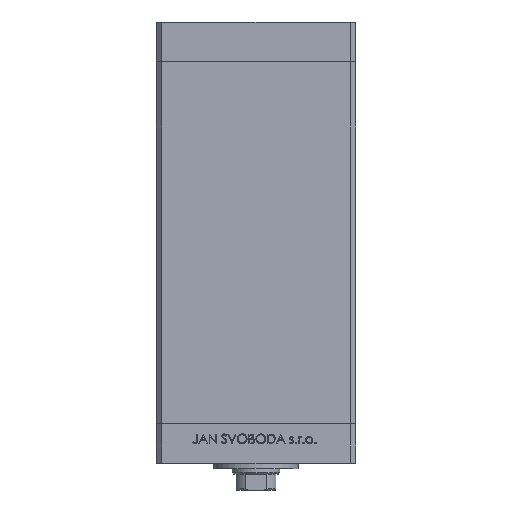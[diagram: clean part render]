
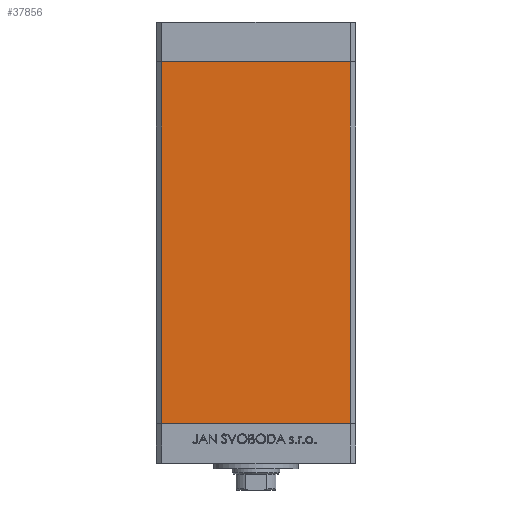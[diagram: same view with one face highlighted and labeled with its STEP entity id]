
A CAD part, front view. The second image highlights one B-rep face of the part: STEP entity #37856.
In plain terms, the highlighted planar face has unit normal (0, -1, 0).
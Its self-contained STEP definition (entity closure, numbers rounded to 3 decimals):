
#2427 = DIRECTION ( 'NONE',  ( 0., 0., 1. ) ) ;
#2913 = CARTESIAN_POINT ( 'NONE',  ( -35.5, -32.5, 0. ) ) ;
#3054 = CARTESIAN_POINT ( 'NONE',  ( 35.5, -32.5, 136. ) ) ;
#4629 = LINE ( 'NONE', #19854, #38675 ) ;
#5906 = FACE_OUTER_BOUND ( 'NONE', #32263, .T. ) ;
#8013 = VERTEX_POINT ( 'NONE', #47273 ) ;
#17314 = VERTEX_POINT ( 'NONE', #2913 ) ;
#18377 = CARTESIAN_POINT ( 'NONE',  ( 35.5, -32.5, 136. ) ) ;
#18717 = EDGE_CURVE ( 'NONE', #8013, #47233, #46336, .T. ) ;
#19678 = DIRECTION ( 'NONE',  ( 1., 0., 0. ) ) ;
#19854 = CARTESIAN_POINT ( 'NONE',  ( -35.5, -32.5, 136. ) ) ;
#21612 = VECTOR ( 'NONE', #42569, 1000. ) ;
#23339 = ORIENTED_EDGE ( 'NONE', *, *, #18717, .F. ) ;
#24309 = EDGE_CURVE ( 'NONE', #17314, #44464, #28369, .T. ) ;
#25509 = ORIENTED_EDGE ( 'NONE', *, *, #39895, .F. ) ;
#28369 = LINE ( 'NONE', #43555, #21612 ) ;
#28890 = DIRECTION ( 'NONE',  ( 0., 0., -1. ) ) ;
#29115 = PLANE ( 'NONE',  #41061 ) ;
#31878 = CARTESIAN_POINT ( 'NONE',  ( -35.5, -32.5, 136. ) ) ;
#32263 = EDGE_LOOP ( 'NONE', ( #45143, #25509, #23339, #33110 ) ) ;
#32551 = VECTOR ( 'NONE', #28890, 1000. ) ;
#32687 = VECTOR ( 'NONE', #19678, 1000. ) ;
#32853 = DIRECTION ( 'NONE',  ( 0., 1., 0. ) ) ;
#33110 = ORIENTED_EDGE ( 'NONE', *, *, #34662, .T. ) ;
#34662 = EDGE_CURVE ( 'NONE', #8013, #17314, #4629, .T. ) ;
#35070 = DIRECTION ( 'NONE',  ( 0., 0., -1. ) ) ;
#37653 = CARTESIAN_POINT ( 'NONE',  ( -35.5, -32.5, 136. ) ) ;
#37856 = ADVANCED_FACE ( 'NONE', ( #5906 ), #29115, .F. ) ;
#38675 = VECTOR ( 'NONE', #35070, 1000. ) ;
#39895 = EDGE_CURVE ( 'NONE', #47233, #44464, #40331, .T. ) ;
#40331 = LINE ( 'NONE', #18377, #32551 ) ;
#41061 = AXIS2_PLACEMENT_3D ( 'NONE', #31878, #32853, #2427 ) ;
#42569 = DIRECTION ( 'NONE',  ( 1., 0., 0. ) ) ;
#43555 = CARTESIAN_POINT ( 'NONE',  ( -35.5, -32.5, 0. ) ) ;
#44464 = VERTEX_POINT ( 'NONE', #45461 ) ;
#45143 = ORIENTED_EDGE ( 'NONE', *, *, #24309, .T. ) ;
#45461 = CARTESIAN_POINT ( 'NONE',  ( 35.5, -32.5, 0. ) ) ;
#46336 = LINE ( 'NONE', #37653, #32687 ) ;
#47233 = VERTEX_POINT ( 'NONE', #3054 ) ;
#47273 = CARTESIAN_POINT ( 'NONE',  ( -35.5, -32.5, 136. ) ) ;
